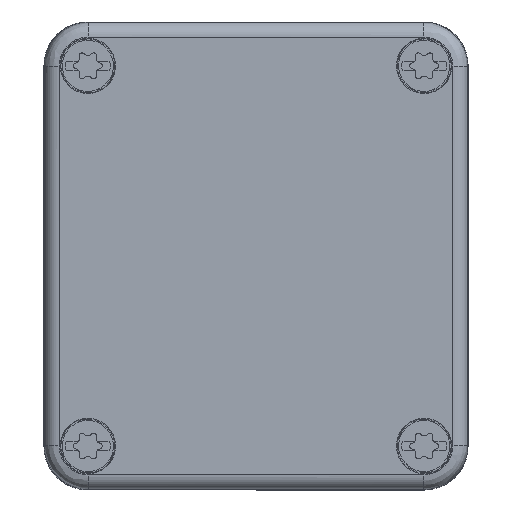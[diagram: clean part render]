
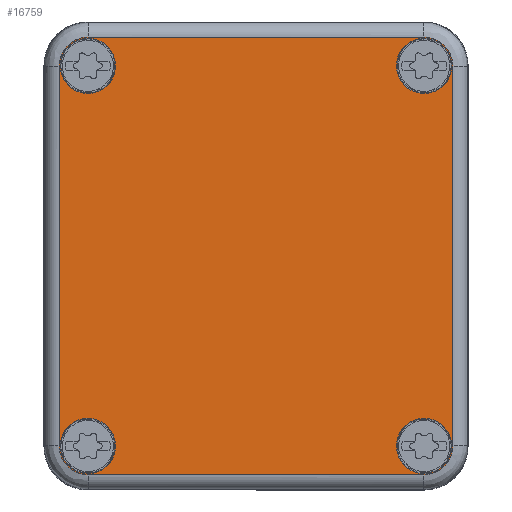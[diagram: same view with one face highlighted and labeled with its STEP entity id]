
A CAD part, top view. The second image highlights one B-rep face of the part: STEP entity #16759.
In plain terms, the highlighted planar face has unit normal (0, 0, 1).
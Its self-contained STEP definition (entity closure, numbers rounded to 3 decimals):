
#16675=AXIS2_PLACEMENT_3D('Plane Axis2P3D',#16672,#16673,#16674) ;
#16689=AXIS2_PLACEMENT_3D('Circle Axis2P3D',#16687,#16688,$) ;
#16698=AXIS2_PLACEMENT_3D('Circle Axis2P3D',#16696,#16697,$) ;
#16707=AXIS2_PLACEMENT_3D('Circle Axis2P3D',#16705,#16706,$) ;
#16716=AXIS2_PLACEMENT_3D('Circle Axis2P3D',#16714,#16715,$) ;
#16725=AXIS2_PLACEMENT_3D('Circle Axis2P3D',#16723,#16724,$) ;
#16734=AXIS2_PLACEMENT_3D('Circle Axis2P3D',#16732,#16733,$) ;
#16743=AXIS2_PLACEMENT_3D('Circle Axis2P3D',#16741,#16742,$) ;
#16752=AXIS2_PLACEMENT_3D('Circle Axis2P3D',#16750,#16751,$) ;
#15536=CARTESIAN_POINT('Vertex',(55.93,6.07,34.)) ;
#15543=CARTESIAN_POINT('Vertex',(55.93,57.93,34.)) ;
#15546=CARTESIAN_POINT('Line Origine',(55.93,32.074,34.)) ;
#15676=CARTESIAN_POINT('Vertex',(51.93,2.07,34.)) ;
#15680=CARTESIAN_POINT('Control Point',(55.93,6.07,34.)) ;
#15681=CARTESIAN_POINT('Control Point',(55.93,5.744,34.)) ;
#15682=CARTESIAN_POINT('Control Point',(55.897,5.418,34.)) ;
#15683=CARTESIAN_POINT('Control Point',(55.831,5.097,34.)) ;
#15684=CARTESIAN_POINT('Control Point',(55.563,4.25,34.)) ;
#15685=CARTESIAN_POINT('Control Point',(55.071,3.498,34.)) ;
#15686=CARTESIAN_POINT('Control Point',(54.68,3.083,34.)) ;
#15687=CARTESIAN_POINT('Control Point',(53.92,2.521,34.)) ;
#15688=CARTESIAN_POINT('Control Point',(53.04,2.2,34.)) ;
#15689=CARTESIAN_POINT('Control Point',(52.675,2.113,34.)) ;
#15690=CARTESIAN_POINT('Control Point',(52.303,2.07,34.)) ;
#15691=CARTESIAN_POINT('Control Point',(51.93,2.07,34.)) ;
#15734=CARTESIAN_POINT('Vertex',(6.07,2.07,34.)) ;
#15737=CARTESIAN_POINT('Line Origine',(29.,2.07,34.)) ;
#15867=CARTESIAN_POINT('Vertex',(2.07,6.07,34.)) ;
#15871=CARTESIAN_POINT('Control Point',(6.07,2.07,34.)) ;
#15872=CARTESIAN_POINT('Control Point',(5.744,2.07,34.)) ;
#15873=CARTESIAN_POINT('Control Point',(5.418,2.103,34.)) ;
#15874=CARTESIAN_POINT('Control Point',(5.097,2.169,34.)) ;
#15875=CARTESIAN_POINT('Control Point',(4.25,2.437,34.)) ;
#15876=CARTESIAN_POINT('Control Point',(3.498,2.929,34.)) ;
#15877=CARTESIAN_POINT('Control Point',(3.083,3.32,34.)) ;
#15878=CARTESIAN_POINT('Control Point',(2.521,4.08,34.)) ;
#15879=CARTESIAN_POINT('Control Point',(2.2,4.96,34.)) ;
#15880=CARTESIAN_POINT('Control Point',(2.113,5.325,34.)) ;
#15881=CARTESIAN_POINT('Control Point',(2.07,5.697,34.)) ;
#15882=CARTESIAN_POINT('Control Point',(2.07,6.07,34.)) ;
#15925=CARTESIAN_POINT('Vertex',(2.07,57.93,34.)) ;
#15928=CARTESIAN_POINT('Line Origine',(2.07,32.074,34.)) ;
#16058=CARTESIAN_POINT('Vertex',(6.07,61.93,34.)) ;
#16062=CARTESIAN_POINT('Control Point',(2.07,57.93,34.)) ;
#16063=CARTESIAN_POINT('Control Point',(2.07,58.256,34.)) ;
#16064=CARTESIAN_POINT('Control Point',(2.103,58.582,34.)) ;
#16065=CARTESIAN_POINT('Control Point',(2.169,58.903,34.)) ;
#16066=CARTESIAN_POINT('Control Point',(2.437,59.75,34.)) ;
#16067=CARTESIAN_POINT('Control Point',(2.929,60.502,34.)) ;
#16068=CARTESIAN_POINT('Control Point',(3.32,60.917,34.)) ;
#16069=CARTESIAN_POINT('Control Point',(4.08,61.479,34.)) ;
#16070=CARTESIAN_POINT('Control Point',(4.96,61.8,34.)) ;
#16071=CARTESIAN_POINT('Control Point',(5.325,61.887,34.)) ;
#16072=CARTESIAN_POINT('Control Point',(5.697,61.93,34.)) ;
#16073=CARTESIAN_POINT('Control Point',(6.07,61.93,34.)) ;
#16116=CARTESIAN_POINT('Vertex',(51.93,61.93,34.)) ;
#16119=CARTESIAN_POINT('Line Origine',(29.,61.93,34.)) ;
#16236=CARTESIAN_POINT('Control Point',(51.93,61.93,34.)) ;
#16237=CARTESIAN_POINT('Control Point',(52.256,61.93,34.)) ;
#16238=CARTESIAN_POINT('Control Point',(52.582,61.897,34.)) ;
#16239=CARTESIAN_POINT('Control Point',(52.903,61.831,34.)) ;
#16240=CARTESIAN_POINT('Control Point',(53.75,61.563,34.)) ;
#16241=CARTESIAN_POINT('Control Point',(54.502,61.071,34.)) ;
#16242=CARTESIAN_POINT('Control Point',(54.917,60.68,34.)) ;
#16243=CARTESIAN_POINT('Control Point',(55.479,59.92,34.)) ;
#16244=CARTESIAN_POINT('Control Point',(55.8,59.04,34.)) ;
#16245=CARTESIAN_POINT('Control Point',(55.887,58.675,34.)) ;
#16246=CARTESIAN_POINT('Control Point',(55.93,58.303,34.)) ;
#16247=CARTESIAN_POINT('Control Point',(55.93,57.93,34.)) ;
#16672=CARTESIAN_POINT('Axis2P3D Location',(29.,32.,34.)) ;
#16687=CARTESIAN_POINT('Axis2P3D Location',(52.,58.,34.)) ;
#16691=CARTESIAN_POINT('Vertex',(50.187,54.682,34.)) ;
#16693=CARTESIAN_POINT('Vertex',(53.813,61.318,34.)) ;
#16696=CARTESIAN_POINT('Axis2P3D Location',(52.,58.,34.)) ;
#16705=CARTESIAN_POINT('Axis2P3D Location',(52.,6.,34.)) ;
#16709=CARTESIAN_POINT('Vertex',(53.813,9.318,34.)) ;
#16711=CARTESIAN_POINT('Vertex',(50.187,2.682,34.)) ;
#16714=CARTESIAN_POINT('Axis2P3D Location',(52.,6.,34.)) ;
#16723=CARTESIAN_POINT('Axis2P3D Location',(6.,58.,34.)) ;
#16727=CARTESIAN_POINT('Vertex',(7.813,61.318,34.)) ;
#16729=CARTESIAN_POINT('Vertex',(4.187,54.682,34.)) ;
#16732=CARTESIAN_POINT('Axis2P3D Location',(6.,58.,34.)) ;
#16741=CARTESIAN_POINT('Axis2P3D Location',(6.,6.,34.)) ;
#16745=CARTESIAN_POINT('Vertex',(7.813,9.318,34.)) ;
#16747=CARTESIAN_POINT('Vertex',(4.187,2.682,34.)) ;
#16750=CARTESIAN_POINT('Axis2P3D Location',(6.,6.,34.)) ;
#15547=DIRECTION('Vector Direction',(0.,-1.,0.)) ;
#15738=DIRECTION('Vector Direction',(1.,0.,0.)) ;
#15929=DIRECTION('Vector Direction',(0.,-1.,0.)) ;
#16120=DIRECTION('Vector Direction',(1.,0.,0.)) ;
#16673=DIRECTION('Axis2P3D Direction',(0.,0.,1.)) ;
#16674=DIRECTION('Axis2P3D XDirection',(1.,0.,0.)) ;
#16688=DIRECTION('Axis2P3D Direction',(0.,0.,1.)) ;
#16697=DIRECTION('Axis2P3D Direction',(0.,0.,1.)) ;
#16706=DIRECTION('Axis2P3D Direction',(0.,0.,1.)) ;
#16715=DIRECTION('Axis2P3D Direction',(0.,0.,1.)) ;
#16724=DIRECTION('Axis2P3D Direction',(0.,0.,1.)) ;
#16733=DIRECTION('Axis2P3D Direction',(0.,0.,1.)) ;
#16742=DIRECTION('Axis2P3D Direction',(0.,0.,1.)) ;
#16751=DIRECTION('Axis2P3D Direction',(0.,0.,1.)) ;
#15548=VECTOR('Line Direction',#15547,1.) ;
#15739=VECTOR('Line Direction',#15738,1.) ;
#15930=VECTOR('Line Direction',#15929,1.) ;
#16121=VECTOR('Line Direction',#16120,1.) ;
#16678=ORIENTED_EDGE('',*,*,#15741,.T.) ;
#16679=ORIENTED_EDGE('',*,*,#15692,.T.) ;
#16680=ORIENTED_EDGE('',*,*,#15550,.T.) ;
#16681=ORIENTED_EDGE('',*,*,#16248,.T.) ;
#16682=ORIENTED_EDGE('',*,*,#16123,.T.) ;
#16683=ORIENTED_EDGE('',*,*,#16074,.T.) ;
#16684=ORIENTED_EDGE('',*,*,#15932,.T.) ;
#16685=ORIENTED_EDGE('',*,*,#15883,.T.) ;
#16702=ORIENTED_EDGE('',*,*,#16695,.T.) ;
#16703=ORIENTED_EDGE('',*,*,#16700,.T.) ;
#16720=ORIENTED_EDGE('',*,*,#16713,.T.) ;
#16721=ORIENTED_EDGE('',*,*,#16718,.T.) ;
#16738=ORIENTED_EDGE('',*,*,#16731,.T.) ;
#16739=ORIENTED_EDGE('',*,*,#16736,.T.) ;
#16756=ORIENTED_EDGE('',*,*,#16749,.T.) ;
#16757=ORIENTED_EDGE('',*,*,#16754,.T.) ;
#16704=FACE_BOUND('',#16701,.T.) ;
#16722=FACE_BOUND('',#16719,.T.) ;
#16740=FACE_BOUND('',#16737,.T.) ;
#16758=FACE_BOUND('',#16755,.T.) ;
#16759=ADVANCED_FACE('Cover',(#16686,#16704,#16722,#16740,#16758),#16676,.T.) ;
#15679=B_SPLINE_CURVE_WITH_KNOTS('',5,(#15680,#15681,#15682,#15683,#15684,#15685,#15686,#15687,#15688,#15689,#15690,#15691),.UNSPECIFIED.,.F.,.U.,(6,3,3,6),(16.995,19.929,24.967,28.321),.UNSPECIFIED.) ;
#15870=B_SPLINE_CURVE_WITH_KNOTS('',5,(#15871,#15872,#15873,#15874,#15875,#15876,#15877,#15878,#15879,#15880,#15881,#15882),.UNSPECIFIED.,.F.,.U.,(6,3,3,6),(16.995,19.929,24.967,28.321),.UNSPECIFIED.) ;
#16061=B_SPLINE_CURVE_WITH_KNOTS('',5,(#16062,#16063,#16064,#16065,#16066,#16067,#16068,#16069,#16070,#16071,#16072,#16073),.UNSPECIFIED.,.F.,.U.,(6,3,3,6),(16.995,19.929,24.967,28.321),.UNSPECIFIED.) ;
#16235=B_SPLINE_CURVE_WITH_KNOTS('',5,(#16236,#16237,#16238,#16239,#16240,#16241,#16242,#16243,#16244,#16245,#16246,#16247),.UNSPECIFIED.,.F.,.U.,(6,3,3,6),(16.995,19.929,24.967,28.321),.UNSPECIFIED.) ;
#16690=CIRCLE('generated circle',#16689,3.781) ;
#16699=CIRCLE('generated circle',#16698,3.781) ;
#16708=CIRCLE('generated circle',#16707,3.781) ;
#16717=CIRCLE('generated circle',#16716,3.781) ;
#16726=CIRCLE('generated circle',#16725,3.781) ;
#16735=CIRCLE('generated circle',#16734,3.781) ;
#16744=CIRCLE('generated circle',#16743,3.781) ;
#16753=CIRCLE('generated circle',#16752,3.781) ;
#15550=EDGE_CURVE('',#15537,#15544,#15549,.F.) ;
#15692=EDGE_CURVE('',#15677,#15537,#15679,.F.) ;
#15741=EDGE_CURVE('',#15735,#15677,#15740,.T.) ;
#15883=EDGE_CURVE('',#15868,#15735,#15870,.F.) ;
#15932=EDGE_CURVE('',#15926,#15868,#15931,.T.) ;
#16074=EDGE_CURVE('',#16059,#15926,#16061,.F.) ;
#16123=EDGE_CURVE('',#16117,#16059,#16122,.F.) ;
#16248=EDGE_CURVE('',#15544,#16117,#16235,.F.) ;
#16695=EDGE_CURVE('',#16692,#16694,#16690,.F.) ;
#16700=EDGE_CURVE('',#16694,#16692,#16699,.F.) ;
#16713=EDGE_CURVE('',#16710,#16712,#16708,.F.) ;
#16718=EDGE_CURVE('',#16712,#16710,#16717,.F.) ;
#16731=EDGE_CURVE('',#16728,#16730,#16726,.F.) ;
#16736=EDGE_CURVE('',#16730,#16728,#16735,.F.) ;
#16749=EDGE_CURVE('',#16746,#16748,#16744,.F.) ;
#16754=EDGE_CURVE('',#16748,#16746,#16753,.F.) ;
#16677=EDGE_LOOP('',(#16678,#16679,#16680,#16681,#16682,#16683,#16684,#16685)) ;
#16701=EDGE_LOOP('',(#16702,#16703)) ;
#16719=EDGE_LOOP('',(#16720,#16721)) ;
#16737=EDGE_LOOP('',(#16738,#16739)) ;
#16755=EDGE_LOOP('',(#16756,#16757)) ;
#16686=FACE_OUTER_BOUND('',#16677,.T.) ;
#15549=LINE('Line',#15546,#15548) ;
#15740=LINE('Line',#15737,#15739) ;
#15931=LINE('Line',#15928,#15930) ;
#16122=LINE('Line',#16119,#16121) ;
#16676=PLANE('',#16675) ;
#15537=VERTEX_POINT('',#15536) ;
#15544=VERTEX_POINT('',#15543) ;
#15677=VERTEX_POINT('',#15676) ;
#15735=VERTEX_POINT('',#15734) ;
#15868=VERTEX_POINT('',#15867) ;
#15926=VERTEX_POINT('',#15925) ;
#16059=VERTEX_POINT('',#16058) ;
#16117=VERTEX_POINT('',#16116) ;
#16692=VERTEX_POINT('',#16691) ;
#16694=VERTEX_POINT('',#16693) ;
#16710=VERTEX_POINT('',#16709) ;
#16712=VERTEX_POINT('',#16711) ;
#16728=VERTEX_POINT('',#16727) ;
#16730=VERTEX_POINT('',#16729) ;
#16746=VERTEX_POINT('',#16745) ;
#16748=VERTEX_POINT('',#16747) ;
